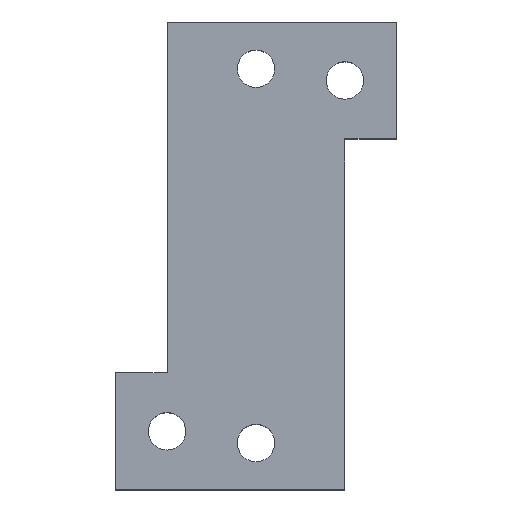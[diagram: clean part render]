
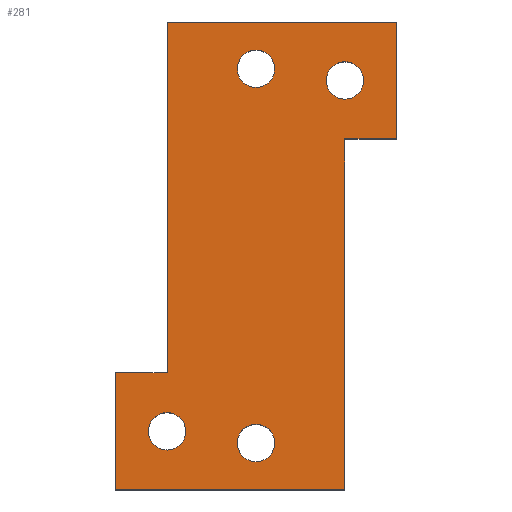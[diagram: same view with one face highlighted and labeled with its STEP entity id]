
A CAD part, top view. The second image highlights one B-rep face of the part: STEP entity #281.
In plain terms, the highlighted planar face has unit normal (0, 0, 1).
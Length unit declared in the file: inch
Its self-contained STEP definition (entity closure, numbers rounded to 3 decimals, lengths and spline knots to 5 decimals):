
#15=FACE_BOUND('',#60,.T.);
#16=FACE_BOUND('',#61,.T.);
#17=FACE_BOUND('',#62,.T.);
#18=FACE_BOUND('',#63,.T.);
#31=PLANE('',#317);
#45=FACE_OUTER_BOUND('',#59,.T.);
#59=EDGE_LOOP('',(#241,#242,#243,#244,#245,#246,#247,#248));
#60=EDGE_LOOP('',(#249));
#61=EDGE_LOOP('',(#250));
#62=EDGE_LOOP('',(#251));
#63=EDGE_LOOP('',(#252));
#75=LINE('',#425,#103);
#78=LINE('',#431,#106);
#81=LINE('',#437,#109);
#84=LINE('',#443,#112);
#87=LINE('',#449,#115);
#90=LINE('',#455,#118);
#93=LINE('',#461,#121);
#96=LINE('',#465,#124);
#103=VECTOR('',#353,0.3937);
#106=VECTOR('',#358,0.3937);
#109=VECTOR('',#363,0.3937);
#112=VECTOR('',#368,0.3937);
#115=VECTOR('',#373,0.3937);
#118=VECTOR('',#378,0.3937);
#121=VECTOR('',#383,0.3937);
#124=VECTOR('',#388,0.3937);
#125=CIRCLE('',#298,0.04);
#127=CIRCLE('',#301,0.04);
#129=CIRCLE('',#304,0.04);
#131=CIRCLE('',#307,0.04);
#133=VERTEX_POINT('',#395);
#135=VERTEX_POINT('',#401);
#137=VERTEX_POINT('',#407);
#139=VERTEX_POINT('',#413);
#143=VERTEX_POINT('',#422);
#144=VERTEX_POINT('',#424);
#146=VERTEX_POINT('',#430);
#148=VERTEX_POINT('',#436);
#150=VERTEX_POINT('',#442);
#152=VERTEX_POINT('',#448);
#154=VERTEX_POINT('',#454);
#156=VERTEX_POINT('',#460);
#157=EDGE_CURVE('',#133,#133,#125,.T.);
#160=EDGE_CURVE('',#135,#135,#127,.T.);
#163=EDGE_CURVE('',#137,#137,#129,.T.);
#166=EDGE_CURVE('',#139,#139,#131,.T.);
#171=EDGE_CURVE('',#144,#143,#75,.T.);
#174=EDGE_CURVE('',#146,#144,#78,.T.);
#177=EDGE_CURVE('',#148,#146,#81,.T.);
#180=EDGE_CURVE('',#150,#148,#84,.T.);
#183=EDGE_CURVE('',#152,#150,#87,.T.);
#186=EDGE_CURVE('',#154,#152,#90,.T.);
#189=EDGE_CURVE('',#156,#154,#93,.T.);
#192=EDGE_CURVE('',#143,#156,#96,.T.);
#241=ORIENTED_EDGE('',*,*,#192,.T.);
#242=ORIENTED_EDGE('',*,*,#189,.T.);
#243=ORIENTED_EDGE('',*,*,#186,.T.);
#244=ORIENTED_EDGE('',*,*,#183,.T.);
#245=ORIENTED_EDGE('',*,*,#180,.T.);
#246=ORIENTED_EDGE('',*,*,#177,.T.);
#247=ORIENTED_EDGE('',*,*,#174,.T.);
#248=ORIENTED_EDGE('',*,*,#171,.T.);
#249=ORIENTED_EDGE('',*,*,#166,.T.);
#250=ORIENTED_EDGE('',*,*,#163,.T.);
#251=ORIENTED_EDGE('',*,*,#160,.T.);
#252=ORIENTED_EDGE('',*,*,#157,.T.);
#281=ADVANCED_FACE('',(#45,#15,#16,#17,#18),#31,.T.);
#298=AXIS2_PLACEMENT_3D('',#396,#323,#324);
#301=AXIS2_PLACEMENT_3D('',#402,#330,#331);
#304=AXIS2_PLACEMENT_3D('',#408,#337,#338);
#307=AXIS2_PLACEMENT_3D('',#414,#344,#345);
#317=AXIS2_PLACEMENT_3D('',#466,#389,#390);
#323=DIRECTION('center_axis',(0.,0.,-1.));
#324=DIRECTION('ref_axis',(1.,0.,0.));
#330=DIRECTION('center_axis',(0.,0.,-1.));
#331=DIRECTION('ref_axis',(1.,0.,0.));
#337=DIRECTION('center_axis',(0.,0.,-1.));
#338=DIRECTION('ref_axis',(1.,0.,0.));
#344=DIRECTION('center_axis',(0.,0.,-1.));
#345=DIRECTION('ref_axis',(1.,0.,0.));
#353=DIRECTION('',(0.,-1.,0.));
#358=DIRECTION('',(-1.,0.,0.));
#363=DIRECTION('',(0.,-1.,0.));
#368=DIRECTION('',(-1.,0.,0.));
#373=DIRECTION('',(0.,1.,0.));
#378=DIRECTION('',(1.,0.,0.));
#383=DIRECTION('',(0.,1.,0.));
#388=DIRECTION('',(1.,0.,0.));
#389=DIRECTION('center_axis',(0.,0.,1.));
#390=DIRECTION('ref_axis',(1.,0.,0.));
#395=CARTESIAN_POINT('',(0.15,0.9,0.265));
#396=CARTESIAN_POINT('Origin',(0.19,0.9,0.265));
#401=CARTESIAN_POINT('',(0.15,0.1,0.265));
#402=CARTESIAN_POINT('Origin',(0.19,0.1,0.265));
#407=CARTESIAN_POINT('',(-0.04,0.125,0.265));
#408=CARTESIAN_POINT('Origin',(0.,0.125,0.265));
#413=CARTESIAN_POINT('',(0.34,0.875,0.265));
#414=CARTESIAN_POINT('Origin',(0.38,0.875,0.265));
#422=CARTESIAN_POINT('',(-0.11,0.,0.265));
#424=CARTESIAN_POINT('',(-0.11,0.25,0.265));
#425=CARTESIAN_POINT('',(-0.11,0.,0.265));
#430=CARTESIAN_POINT('',(0.,0.25,0.265));
#431=CARTESIAN_POINT('',(-0.11,0.25,0.265));
#436=CARTESIAN_POINT('',(0.,1.,0.265));
#437=CARTESIAN_POINT('',(0.,1.,0.265));
#442=CARTESIAN_POINT('',(0.49,1.,0.265));
#443=CARTESIAN_POINT('',(0.38,1.,0.265));
#448=CARTESIAN_POINT('',(0.49,0.75,0.265));
#449=CARTESIAN_POINT('',(0.49,1.,0.265));
#454=CARTESIAN_POINT('',(0.38,0.75,0.265));
#455=CARTESIAN_POINT('',(0.49,0.75,0.265));
#460=CARTESIAN_POINT('',(0.38,0.,0.265));
#461=CARTESIAN_POINT('',(0.38,0.,0.265));
#465=CARTESIAN_POINT('',(0.,0.,0.265));
#466=CARTESIAN_POINT('Origin',(0.19,0.5,0.265));
